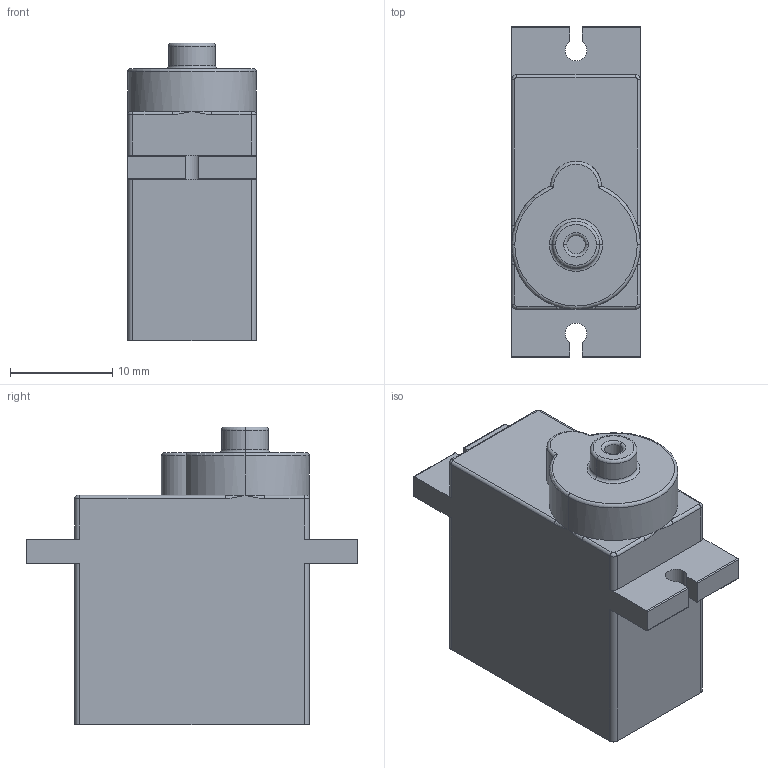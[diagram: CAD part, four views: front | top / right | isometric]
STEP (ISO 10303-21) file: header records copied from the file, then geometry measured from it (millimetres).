
FILE_DESCRIPTION (( 'STEP AP214' ), '1' );
FILE_NAME ('SG90.STEP', '2022-07-28T11:26:05', ( '' ), ( '' ), 'SwSTEP 2.0', 'SolidWorks 2020', '' );
FILE_SCHEMA (( 'AUTOMOTIVE_DESIGN' ));
Length unit declared in the file: millimetre
Products named in the file (1): SG90
Bounding box: 12.6 x 32.4 x 29.2 mm (x, y, z)
Volume: 7354.4 mm3; surface area: 2690.6 mm2
Topology: 1 solids, 1 shells, 84 faces, 217 edges, 131 vertices
Faces by surface type: cylinder 37, plane 25, torus 16, bspline 6
Entity records: 3628 total; most frequent: CARTESIAN_POINT 611, DIRECTION 466, ORIENTED_EDGE 422, EDGE_CURVE 211, AXIS2_PLACEMENT_3D 186, VERTEX_POINT 131, CIRCLE 107, LINE 94
